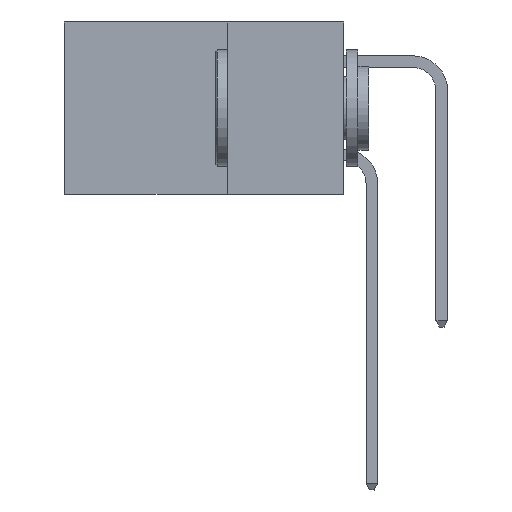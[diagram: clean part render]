
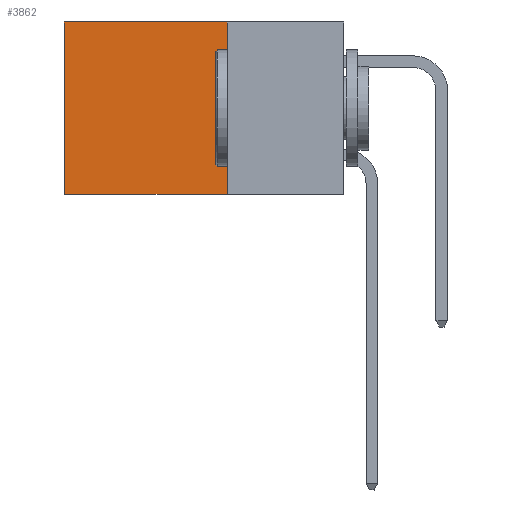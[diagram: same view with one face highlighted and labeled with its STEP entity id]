
A CAD part, left-side view. The second image highlights one B-rep face of the part: STEP entity #3862.
In plain terms, the highlighted planar face has unit normal (-1, 0, 0).
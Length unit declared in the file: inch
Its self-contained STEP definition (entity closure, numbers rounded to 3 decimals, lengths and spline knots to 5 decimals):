
#1905 = DIRECTION ( 'NONE',  ( 0., 1., 0. ) ) ;
#1962 = AXIS2_PLACEMENT_3D ( 'NONE', #9742, #2699, #4465 ) ;
#2699 = DIRECTION ( 'NONE',  ( 1., 0., 0. ) ) ;
#2721 = DIRECTION ( 'NONE',  ( 0., 1., 0. ) ) ;
#2835 = ORIENTED_EDGE ( 'NONE', *, *, #6033, .F. ) ;
#3862 = ADVANCED_FACE ( 'NONE', ( #20024 ), #13111, .F. ) ;
#4039 = ORIENTED_EDGE ( 'NONE', *, *, #8519, .T. ) ;
#4450 = EDGE_CURVE ( 'NONE', #7983, #11358, #10418, .T. ) ;
#4464 = CARTESIAN_POINT ( 'NONE',  ( 0.298, 0.6, 0. ) ) ;
#4465 = DIRECTION ( 'NONE',  ( 0., 0., -1. ) ) ;
#6033 = EDGE_CURVE ( 'NONE', #7983, #17341, #13210, .T. ) ;
#6538 = EDGE_CURVE ( 'NONE', #17341, #17530, #11265, .T. ) ;
#7442 = VECTOR ( 'NONE', #16921, 39.37008 ) ;
#7709 = CARTESIAN_POINT ( 'NONE',  ( 0.298, 0.25, 0. ) ) ;
#7973 = VECTOR ( 'NONE', #2721, 39.37008 ) ;
#7983 = VERTEX_POINT ( 'NONE', #10928 ) ;
#7988 = CARTESIAN_POINT ( 'NONE',  ( 0.298, 0.6, -0.37 ) ) ;
#8519 = EDGE_CURVE ( 'NONE', #11358, #17530, #15279, .T. ) ;
#9742 = CARTESIAN_POINT ( 'NONE',  ( 0.298, 0.25, 0. ) ) ;
#10418 = LINE ( 'NONE', #7709, #7973 ) ;
#10928 = CARTESIAN_POINT ( 'NONE',  ( 0.298, 0.25, 0. ) ) ;
#11265 = LINE ( 'NONE', #17531, #15654 ) ;
#11358 = VERTEX_POINT ( 'NONE', #4464 ) ;
#13074 = VECTOR ( 'NONE', #17214, 39.37008 ) ;
#13111 = PLANE ( 'NONE',  #1962 ) ;
#13210 = LINE ( 'NONE', #13265, #7442 ) ;
#13265 = CARTESIAN_POINT ( 'NONE',  ( 0.298, 0.25, 0. ) ) ;
#14574 = CARTESIAN_POINT ( 'NONE',  ( 0.298, 0.25, -0.37 ) ) ;
#15279 = LINE ( 'NONE', #22473, #13074 ) ;
#15654 = VECTOR ( 'NONE', #1905, 39.37008 ) ;
#16921 = DIRECTION ( 'NONE',  ( 0., 0., -1. ) ) ;
#17214 = DIRECTION ( 'NONE',  ( 0., 0., -1. ) ) ;
#17341 = VERTEX_POINT ( 'NONE', #14574 ) ;
#17530 = VERTEX_POINT ( 'NONE', #7988 ) ;
#17531 = CARTESIAN_POINT ( 'NONE',  ( 0.298, 0.25, -0.37 ) ) ;
#17600 = ORIENTED_EDGE ( 'NONE', *, *, #4450, .T. ) ;
#18980 = ORIENTED_EDGE ( 'NONE', *, *, #6538, .F. ) ;
#20024 = FACE_OUTER_BOUND ( 'NONE', #21906, .T. ) ;
#21906 = EDGE_LOOP ( 'NONE', ( #4039, #18980, #2835, #17600 ) ) ;
#22473 = CARTESIAN_POINT ( 'NONE',  ( 0.298, 0.6, 0. ) ) ;
